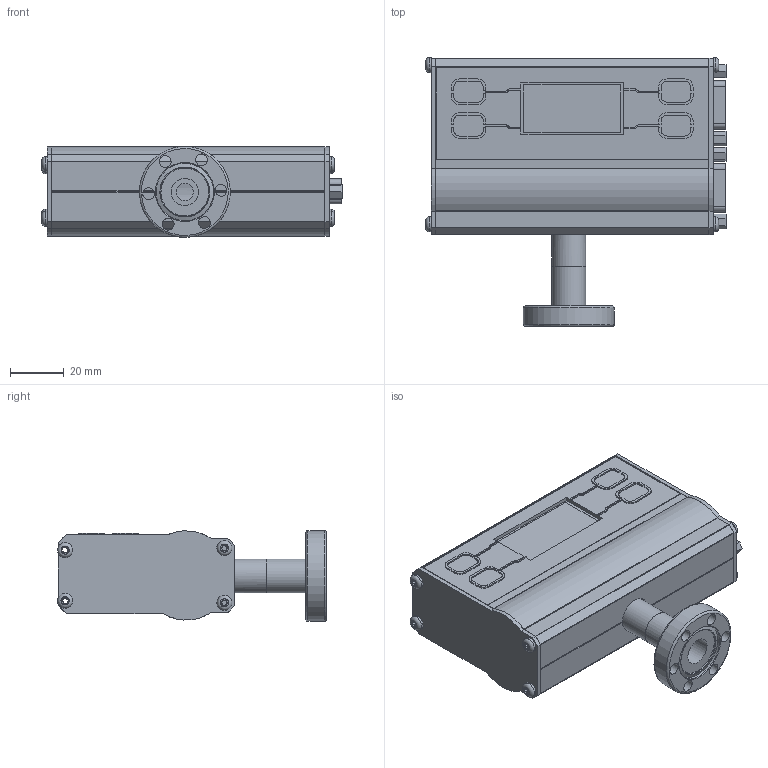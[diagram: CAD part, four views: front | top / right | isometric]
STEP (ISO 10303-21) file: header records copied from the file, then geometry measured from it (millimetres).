
FILE_DESCRIPTION (( 'STEP AP214' ), '1' );
FILE_NAME ('3PE5-013-B7F5 PGE500 Pirani Gauge Enhanced - 1.33CF.STEP', '2016-10-05T21:48:44', ( '' ), ( '' ), 'SwSTEP 2.0', 'SolidWorks 2013', '' );
FILE_SCHEMA (( 'AUTOMOTIVE_DESIGN' ));
Length unit declared in the file: inch
Products named in the file (1): 3PE5-013-B7F5 PGE500 Pirani Gauge Enhanced - 1.33CF
Bounding box: 111.51 x 99.87 x 33.74 mm (x, y, z)
Surface area: 42128.7 mm2 (no closed solid volume)
Topology: 0 solids, 28 shells, 558 faces, 1827 edges, 1292 vertices
Faces by surface type: plane 270, cylinder 249, torus 36, cone 3
Full cylindrical faces by diameter (mm): 0.75 x15, 0.965 x9, 2.54 x4, 2.794 x1, 4.369 x6, 5.588 x8, 10.084 x1, 12.573 x2, 18.263 x1, 19.355 x1, 21.412 x1, 29.083 x1, 33.782 x1
Entity records: 27078 total; most frequent: CARTESIAN_POINT 3722, DIRECTION 3598, ORIENTED_EDGE 2905, EDGE_CURVE 1713, AXIS2_PLACEMENT_3D 1339, VERTEX_POINT 1268, VECTOR 920, LINE 920
